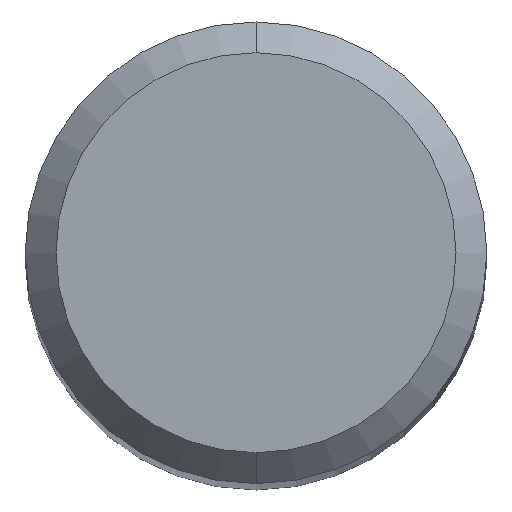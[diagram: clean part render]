
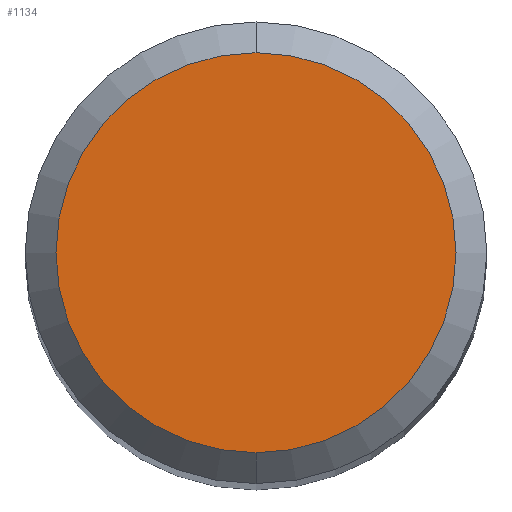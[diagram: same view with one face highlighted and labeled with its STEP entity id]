
A CAD part, top view. The second image highlights one B-rep face of the part: STEP entity #1134.
In plain terms, the highlighted planar face has unit normal (0, 0, 1).
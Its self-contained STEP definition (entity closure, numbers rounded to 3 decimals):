
#504=VERTEX_POINT('',#1325);
#622=EDGE_CURVE('',#710,#504,#1457,.T.);
#652=EDGE_CURVE('',#504,#710,#1489,.T.);
#710=VERTEX_POINT('',#1549);
#1134=ADVANCED_FACE('',(#2016),#2017,.T.);
#1325=CARTESIAN_POINT('',(0.,-2.6,0.0));
#1457=CIRCLE('',#4784,2.6);
#1489=CIRCLE('',#4896,2.6);
#1549=CARTESIAN_POINT('',(0.0,2.6,0.0));
#2016=FACE_OUTER_BOUND('',#14361,.T.);
#2017=PLANE('',#14362);
#4784=AXIS2_PLACEMENT_3D('',#15098,#15099,#15100);
#4896=AXIS2_PLACEMENT_3D('',#15136,#15137,#15138);
#14361=EDGE_LOOP('',(#15679,#15680));
#14362=AXIS2_PLACEMENT_3D('',#15681,#15682,#15683);
#15098=CARTESIAN_POINT('',(0.0,0.0,0.0));
#15099=DIRECTION('',(0.0,0.0,-1.0));
#15100=DIRECTION('',(0.0,1.0,0.0));
#15136=CARTESIAN_POINT('',(0.0,0.0,0.0));
#15137=DIRECTION('',(0.0,0.0,-1.0));
#15138=DIRECTION('',(0.0,1.0,0.0));
#15679=ORIENTED_EDGE('',*,*,#622,.F.);
#15680=ORIENTED_EDGE('',*,*,#652,.F.);
#15681=CARTESIAN_POINT('',(0.0,1.3,0.0));
#15682=DIRECTION('',(-0.0,0.0,1.0));
#15683=DIRECTION('',(0.0,-1.0,0.0));
